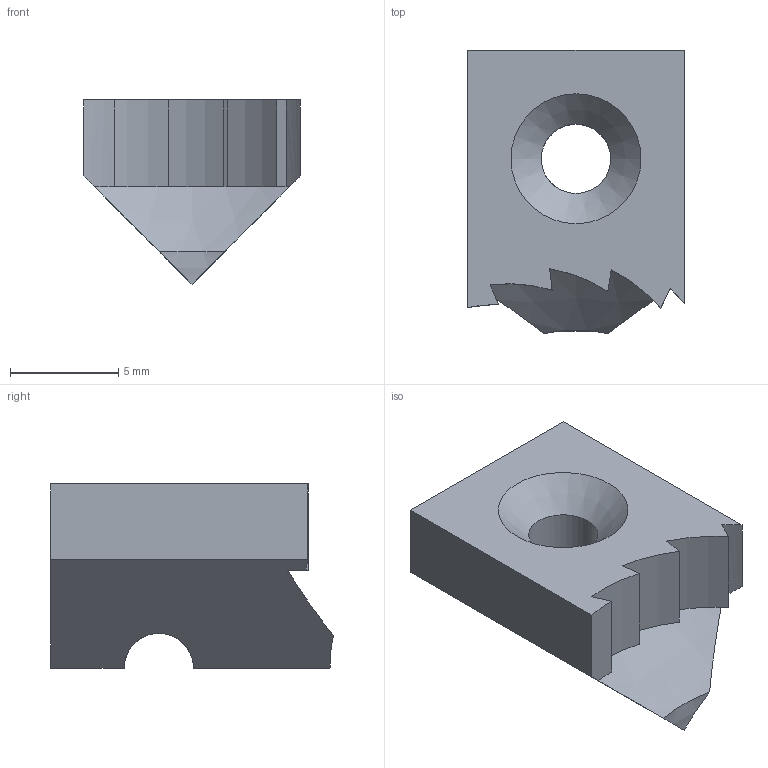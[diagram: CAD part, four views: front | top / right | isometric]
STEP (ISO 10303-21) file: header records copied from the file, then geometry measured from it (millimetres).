
FILE_DESCRIPTION(('FreeCAD Model'),'2;1');
FILE_NAME('Ratchet.step','2018-06-15T16:36:27',( 'Author'),(''),'Open CASCADE STEP processor 6.9','FreeCAD','Unknown' );
FILE_SCHEMA(('AUTOMOTIVE_DESIGN_CC2 { 1 2 10303 214 -1 1 5 4 }'));
Length unit declared in the file: millimetre
Products named in the file (2): ASSEMBLY; Ratchet
Assembly tree (1 placements, depth 2):
  ASSEMBLY
    Ratchet
Bounding box: 10 x 13.06 x 8.5 mm (x, y, z)
Volume: 592.3 mm3; surface area: 568.6 mm2
Topology: 1 solids, 1 shells, 20 faces, 56 edges, 37 vertices
Faces by surface type: plane 11, cylinder 7, cone 2
Full cylindrical faces by diameter (mm): 3.2 x1
Entity records: 1499 total; most frequent: CARTESIAN_POINT 347, DIRECTION 215, ORIENTED_EDGE 112, PCURVE 112, DEFINITIONAL_REPRESENTATION 112, LINE 111, VECTOR 111, EDGE_CURVE 56
